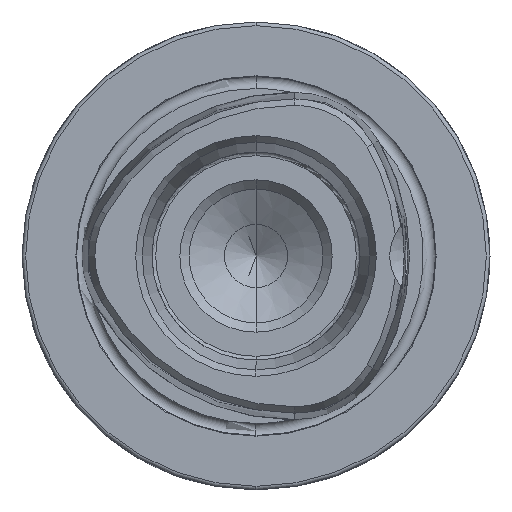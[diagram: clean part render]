
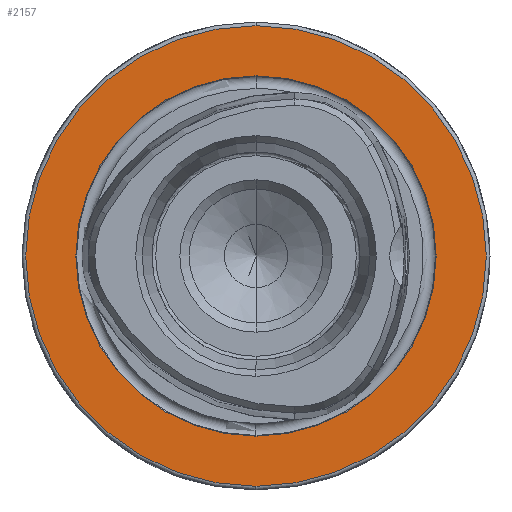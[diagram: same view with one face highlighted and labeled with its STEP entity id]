
A CAD part, left-side view. The second image highlights one B-rep face of the part: STEP entity #2157.
In plain terms, the highlighted planar face has unit normal (-1, 0, 0).
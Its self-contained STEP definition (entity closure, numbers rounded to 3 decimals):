
#100 = AXIS2_PLACEMENT_3D ( 'NONE', #4039, #4000, #3978 ) ;
#225 = DIRECTION ( 'NONE',  ( 0., 0., 1. ) ) ;
#227 = CARTESIAN_POINT ( 'NONE',  ( 0., 0., 0. ) ) ;
#229 = DIRECTION ( 'NONE',  ( -1., 0., 0. ) ) ;
#231 = DIRECTION ( 'NONE',  ( -1., 0., 0. ) ) ;
#251 = DIRECTION ( 'NONE',  ( 0., 0., 1. ) ) ;
#275 = CARTESIAN_POINT ( 'NONE',  ( 0., 0., 0. ) ) ;
#2157 = ADVANCED_FACE ( 'NONE', ( #2463, #2455 ), #3999, .F. ) ;
#2455 = FACE_OUTER_BOUND ( 'NONE', #7792, .T. ) ;
#2463 = FACE_BOUND ( 'NONE', #9595, .T. ) ;
#2716 = AXIS2_PLACEMENT_3D ( 'NONE', #5363, #5364, #5365 ) ;
#2730 = AXIS2_PLACEMENT_3D ( 'NONE', #5517, #5518, #5519 ) ;
#3643 = ORIENTED_EDGE ( 'NONE', *, *, #7508, .F. ) ;
#3653 = ORIENTED_EDGE ( 'NONE', *, *, #7485, .T. ) ;
#3716 = ORIENTED_EDGE ( 'NONE', *, *, #10544, .F. ) ;
#3729 = ORIENTED_EDGE ( 'NONE', *, *, #10513, .T. ) ;
#3852 = VERTEX_POINT ( 'NONE', #7443 ) ;
#3978 = DIRECTION ( 'NONE',  ( 0., 0., -1. ) ) ;
#3999 = PLANE ( 'NONE',  #100 ) ;
#4000 = DIRECTION ( 'NONE',  ( 1., 0., 0. ) ) ;
#4039 = CARTESIAN_POINT ( 'NONE',  ( 0., 24.25, 0. ) ) ;
#5010 = AXIS2_PLACEMENT_3D ( 'NONE', #227, #229, #225 ) ;
#5014 = AXIS2_PLACEMENT_3D ( 'NONE', #275, #231, #251 ) ;
#5158 = CARTESIAN_POINT ( 'NONE',  ( 0., 0., -24.25 ) ) ;
#5363 = CARTESIAN_POINT ( 'NONE',  ( 0., 0., 0. ) ) ;
#5364 = DIRECTION ( 'NONE',  ( -1., 0., 0. ) ) ;
#5365 = DIRECTION ( 'NONE',  ( 0., 0., 1. ) ) ;
#5517 = CARTESIAN_POINT ( 'NONE',  ( 0., 0., 0. ) ) ;
#5518 = DIRECTION ( 'NONE',  ( -1., 0., 0. ) ) ;
#5519 = DIRECTION ( 'NONE',  ( 0., 0., 1. ) ) ;
#5934 = CIRCLE ( 'NONE', #5010, 31. ) ;
#5954 = CIRCLE ( 'NONE', #5014, 24.25 ) ;
#6132 = CIRCLE ( 'NONE', #2716, 31. ) ;
#6158 = CIRCLE ( 'NONE', #2730, 24.25 ) ;
#7103 = VERTEX_POINT ( 'NONE', #5158 ) ;
#7443 = CARTESIAN_POINT ( 'NONE',  ( 0., 0., 31. ) ) ;
#7485 = EDGE_CURVE ( 'NONE', #12064, #3852, #5934, .T. ) ;
#7508 = EDGE_CURVE ( 'NONE', #8455, #7103, #5954, .T. ) ;
#7792 = EDGE_LOOP ( 'NONE', ( #3729, #3653 ) ) ;
#8455 = VERTEX_POINT ( 'NONE', #9415 ) ;
#9415 = CARTESIAN_POINT ( 'NONE',  ( 0., 0., 24.25 ) ) ;
#9595 = EDGE_LOOP ( 'NONE', ( #3643, #3716 ) ) ;
#10513 = EDGE_CURVE ( 'NONE', #3852, #12064, #6132, .T. ) ;
#10544 = EDGE_CURVE ( 'NONE', #7103, #8455, #6158, .T. ) ;
#11556 = CARTESIAN_POINT ( 'NONE',  ( 0., 0., -31. ) ) ;
#12064 = VERTEX_POINT ( 'NONE', #11556 ) ;
